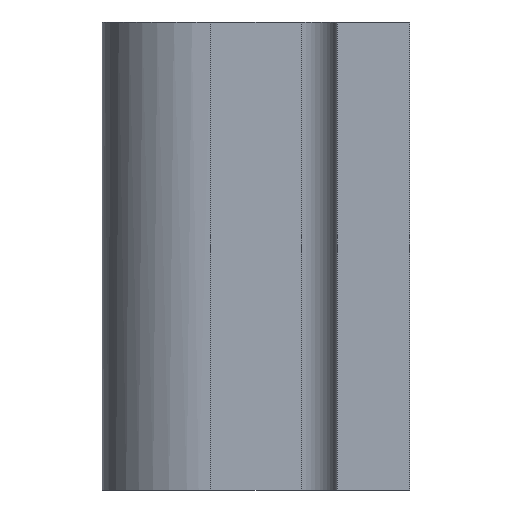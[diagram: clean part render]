
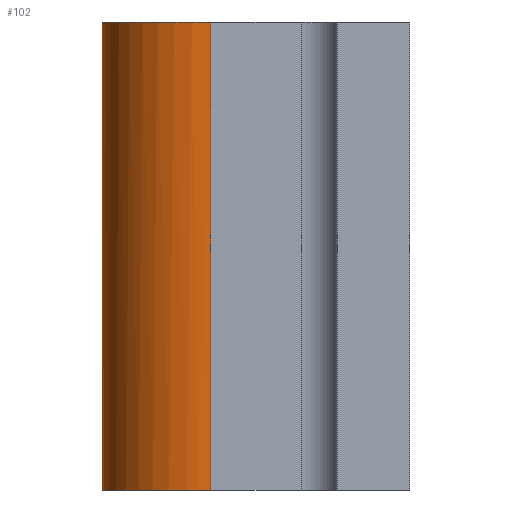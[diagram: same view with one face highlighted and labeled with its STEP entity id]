
A CAD part, left-side view. The second image highlights one B-rep face of the part: STEP entity #102.
In plain terms, the highlighted free-form (B-spline) face has degree [3, 1] with [4, 2] control points.
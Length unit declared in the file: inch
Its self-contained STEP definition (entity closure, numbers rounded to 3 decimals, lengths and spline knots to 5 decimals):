
#102=ADVANCED_FACE('',(#203),#204,.T.);
#203=FACE_OUTER_BOUND('',#370,.T.);
#204=B_SPLINE_SURFACE_WITH_KNOTS('',3,1,((#371,#372),(#373,#374),(#375,#376),(#377,#378)),.UNSPECIFIED.,.F.,.F.,.F.,(4,4),(2,2),(0.0,1.0),(0.0,0.8125),.UNSPECIFIED.);
#370=EDGE_LOOP('',(#592,#593,#594,#595));
#371=CARTESIAN_POINT('',(1.00585,0.53437,0.0));
#372=CARTESIAN_POINT('',(1.00585,0.53437,0.8125));
#373=CARTESIAN_POINT('',(0.90168,0.53437,0.0));
#374=CARTESIAN_POINT('',(0.90168,0.53437,0.8125));
#375=CARTESIAN_POINT('',(0.81723,0.44992,0.0));
#376=CARTESIAN_POINT('',(0.81723,0.44992,0.8125));
#377=CARTESIAN_POINT('',(0.81723,0.34576,0.0));
#378=CARTESIAN_POINT('',(0.81723,0.34576,0.8125));
#592=ORIENTED_EDGE('',*,*,#713,.T.);
#593=ORIENTED_EDGE('',*,*,#720,.F.);
#594=ORIENTED_EDGE('',*,*,#694,.T.);
#595=ORIENTED_EDGE('',*,*,#741,.T.);
#694=EDGE_CURVE('',#787,#785,#788,.T.);
#713=EDGE_CURVE('',#823,#821,#824,.T.);
#720=EDGE_CURVE('',#787,#821,#833,.T.);
#741=EDGE_CURVE('',#785,#823,#863,.T.);
#785=VERTEX_POINT('',#925);
#787=VERTEX_POINT('',#928);
#788=B_SPLINE_CURVE_WITH_KNOTS('',3,(#929,#930,#931,#932),.UNSPECIFIED.,.F.,.F.,(4,4),(0.0,1.0),.UNSPECIFIED.);
#821=VERTEX_POINT('',#989);
#823=VERTEX_POINT('',#992);
#824=B_SPLINE_CURVE_WITH_KNOTS('',3,(#993,#994,#995,#996),.UNSPECIFIED.,.F.,.F.,(4,4),(-1.0,-0.0),.UNSPECIFIED.);
#833=LINE('',#1016,#1017);
#863=LINE('',#1070,#1071);
#925=CARTESIAN_POINT('',(0.81723,0.34576,0.0));
#928=CARTESIAN_POINT('',(1.00585,0.53437,0.0));
#929=CARTESIAN_POINT('',(1.00585,0.53437,0.0));
#930=CARTESIAN_POINT('',(0.90168,0.53437,0.0));
#931=CARTESIAN_POINT('',(0.81723,0.44992,0.0));
#932=CARTESIAN_POINT('',(0.81723,0.34576,0.0));
#989=CARTESIAN_POINT('',(1.00585,0.53437,0.8125));
#992=CARTESIAN_POINT('',(0.81723,0.34576,0.8125));
#993=CARTESIAN_POINT('',(0.81723,0.34576,0.8125));
#994=CARTESIAN_POINT('',(0.81723,0.44992,0.8125));
#995=CARTESIAN_POINT('',(0.90168,0.53437,0.8125));
#996=CARTESIAN_POINT('',(1.00585,0.53437,0.8125));
#1016=CARTESIAN_POINT('',(1.00585,0.53437,0.0));
#1017=VECTOR('',#1139,1.0);
#1070=CARTESIAN_POINT('',(0.81723,0.34576,0.0));
#1071=VECTOR('',#1148,1.0);
#1139=DIRECTION('',(0.0,0.0,1.0));
#1148=DIRECTION('',(0.0,0.0,1.0));
